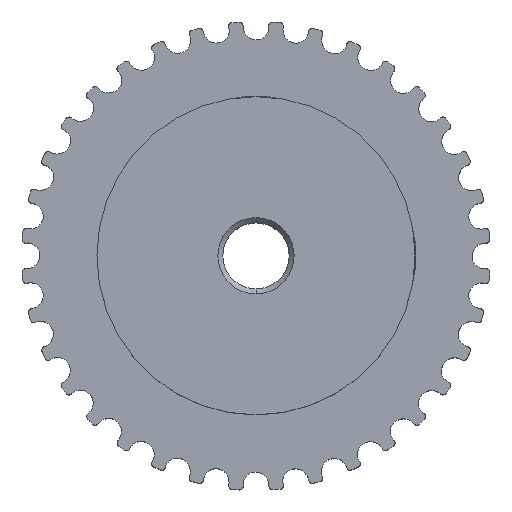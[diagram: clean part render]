
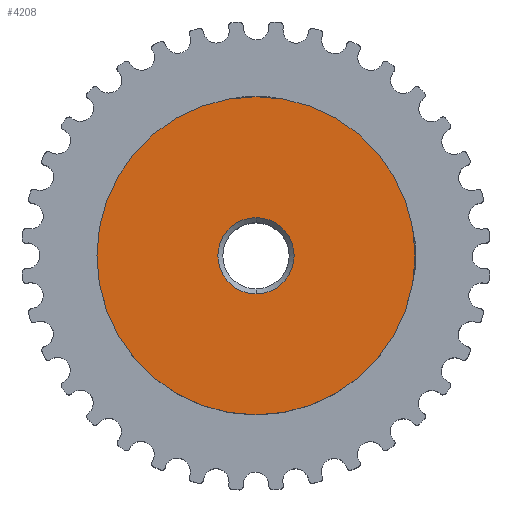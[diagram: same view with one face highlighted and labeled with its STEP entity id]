
A CAD part, top view. The second image highlights one B-rep face of the part: STEP entity #4208.
In plain terms, the highlighted planar face has unit normal (0, 0, 1).
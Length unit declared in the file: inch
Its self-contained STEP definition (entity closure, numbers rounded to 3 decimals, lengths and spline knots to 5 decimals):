
#1=CARTESIAN_POINT('',(0.,0.,0.391));
#2=DIRECTION('',(0.,0.,1.));
#3=DIRECTION('',(0.,1.,0.));
#4=AXIS2_PLACEMENT_3D('',#1,#2,#3);
#6=CARTESIAN_POINT('',(0.,0.,0.391));
#7=DIRECTION('',(0.,0.,-1.));
#8=DIRECTION('',(0.,1.,0.));
#9=AXIS2_PLACEMENT_3D('',#6,#7,#8);
#20=CARTESIAN_POINT('',(0.,0.,0.391));
#21=DIRECTION('',(0.,0.,-1.));
#22=DIRECTION('',(0.,1.,0.));
#23=AXIS2_PLACEMENT_3D('',#20,#21,#22);
#1957=CARTESIAN_POINT('',(0.,0.,0.391));
#1958=DIRECTION('',(0.,0.,1.));
#1959=DIRECTION('',(0.,1.,0.));
#1960=AXIS2_PLACEMENT_3D('',#1957,#1958,#1959);
#3335=CARTESIAN_POINT('',(0.,0.75,0.391));
#3336=CARTESIAN_POINT('',(0.,-0.75,0.391));
#3337=VERTEX_POINT('',#3335);
#3338=VERTEX_POINT('',#3336);
#3503=CARTESIAN_POINT('',(0.,0.17969,0.391));
#3504=CARTESIAN_POINT('',(0.,-0.17969,0.391));
#3505=VERTEX_POINT('',#3503);
#3506=VERTEX_POINT('',#3504);
#4191=CARTESIAN_POINT('',(0.,0.,0.391));
#4192=DIRECTION('',(0.,0.,-1.));
#4193=DIRECTION('',(0.,-1.,0.));
#4194=AXIS2_PLACEMENT_3D('',#4191,#4192,#4193);
#4195=PLANE('',#4194);
#4197=ORIENTED_EDGE('',*,*,#4196,.F.);
#4199=ORIENTED_EDGE('',*,*,#4198,.T.);
#4200=EDGE_LOOP('',(#4197,#4199));
#4201=FACE_OUTER_BOUND('',#4200,.F.);
#4203=ORIENTED_EDGE('',*,*,#4202,.F.);
#4205=ORIENTED_EDGE('',*,*,#4204,.T.);
#4206=EDGE_LOOP('',(#4203,#4205));
#4207=FACE_BOUND('',#4206,.F.);
#4208=ADVANCED_FACE('',(#4201,#4207),#4195,.F.);
#5=CIRCLE('',#4,0.75);
#10=CIRCLE('',#9,0.75);
#24=CIRCLE('',#23,0.17969);
#1961=CIRCLE('',#1960,0.17969);
#4196=EDGE_CURVE('',#3337,#3338,#5,.T.);
#4198=EDGE_CURVE('',#3337,#3338,#10,.T.);
#4202=EDGE_CURVE('',#3505,#3506,#24,.T.);
#4204=EDGE_CURVE('',#3505,#3506,#1961,.T.);
